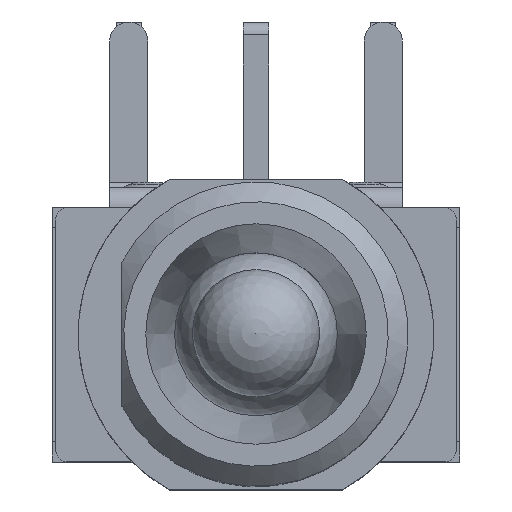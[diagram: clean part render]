
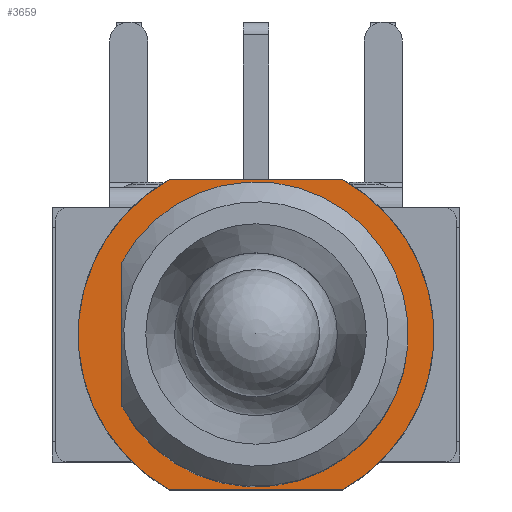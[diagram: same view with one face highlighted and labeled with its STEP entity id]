
A CAD part, top view. The second image highlights one B-rep face of the part: STEP entity #3659.
In plain terms, the highlighted planar face has unit normal (0, 0, 1).
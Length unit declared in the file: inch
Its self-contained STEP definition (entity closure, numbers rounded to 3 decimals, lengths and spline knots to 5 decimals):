
#33=FACE_BOUND('',#598,.T.);
#205=PLANE('',#3974);
#395=FACE_OUTER_BOUND('',#597,.T.);
#597=EDGE_LOOP('',(#3385,#3386,#3387,#3388));
#598=EDGE_LOOP('',(#3389,#3390));
#972=LINE('',#6479,#1355);
#975=LINE('',#6488,#1358);
#978=LINE('',#6495,#1361);
#1355=VECTOR('',#4909,0.3937);
#1358=VECTOR('',#4918,0.3937);
#1361=VECTOR('',#4927,0.3937);
#1480=CIRCLE('',#3965,0.11969);
#1481=CIRCLE('',#3969,0.13976);
#1482=CIRCLE('',#3972,0.13976);
#1814=VERTEX_POINT('',#6472);
#1815=VERTEX_POINT('',#6474);
#1816=VERTEX_POINT('',#6481);
#1817=VERTEX_POINT('',#6482);
#1818=VERTEX_POINT('',#6487);
#1819=VERTEX_POINT('',#6491);
#2336=EDGE_CURVE('',#1815,#1814,#1480,.T.);
#2338=EDGE_CURVE('',#1814,#1815,#972,.T.);
#2339=EDGE_CURVE('',#1816,#1817,#1481,.T.);
#2342=EDGE_CURVE('',#1817,#1818,#975,.T.);
#2344=EDGE_CURVE('',#1818,#1819,#1482,.T.);
#2346=EDGE_CURVE('',#1819,#1816,#978,.T.);
#3385=ORIENTED_EDGE('',*,*,#2339,.F.);
#3386=ORIENTED_EDGE('',*,*,#2346,.F.);
#3387=ORIENTED_EDGE('',*,*,#2344,.F.);
#3388=ORIENTED_EDGE('',*,*,#2342,.F.);
#3389=ORIENTED_EDGE('',*,*,#2336,.T.);
#3390=ORIENTED_EDGE('',*,*,#2338,.T.);
#3659=ADVANCED_FACE('',(#395,#33),#205,.T.);
#3965=AXIS2_PLACEMENT_3D('',#6475,#4902,#4903);
#3969=AXIS2_PLACEMENT_3D('',#6483,#4912,#4913);
#3972=AXIS2_PLACEMENT_3D('',#6492,#4922,#4923);
#3974=AXIS2_PLACEMENT_3D('',#6496,#4928,#4929);
#4902=DIRECTION('center_axis',(0.,0.,
-1.));
#4903=DIRECTION('ref_axis',(-0.882,-0.472,0.));
#4909=DIRECTION('',(0.,1.,0.));
#4912=DIRECTION('center_axis',(0.,0.,
-1.));
#4913=DIRECTION('ref_axis',(0.487,-0.873,0.));
#4918=DIRECTION('',(1.,0.,0.));
#4922=DIRECTION('center_axis',(0.,0.,
-1.));
#4923=DIRECTION('ref_axis',(-0.487,0.873,0.));
#4927=DIRECTION('',(-1.,0.,0.));
#4928=DIRECTION('center_axis',(0.,0.,
1.));
#4929=DIRECTION('ref_axis',(-1.,0.,0.));
#6472=CARTESIAN_POINT('',(-0.10551,-0.0565,0.3248));
#6474=CARTESIAN_POINT('',(-0.10551,0.0565,0.3248));
#6475=CARTESIAN_POINT('Origin',(0.,0.,
0.3248));
#6479=CARTESIAN_POINT('',(-0.10551,-0.02825,0.3248));
#6481=CARTESIAN_POINT('',(-0.06811,-0.12205,0.3248));
#6482=CARTESIAN_POINT('',(-0.06811,0.12205,0.3248));
#6483=CARTESIAN_POINT('Origin',(0.,0.,
0.3248));
#6487=CARTESIAN_POINT('',(0.06811,0.12205,0.3248));
#6488=CARTESIAN_POINT('',(-0.06811,0.12205,0.3248));
#6491=CARTESIAN_POINT('',(0.06811,-0.12205,0.3248));
#6492=CARTESIAN_POINT('Origin',(0.,0.,
0.3248));
#6495=CARTESIAN_POINT('',(0.06811,-0.12205,0.3248));
#6496=CARTESIAN_POINT('Origin',(0.,0.,
0.3248));
